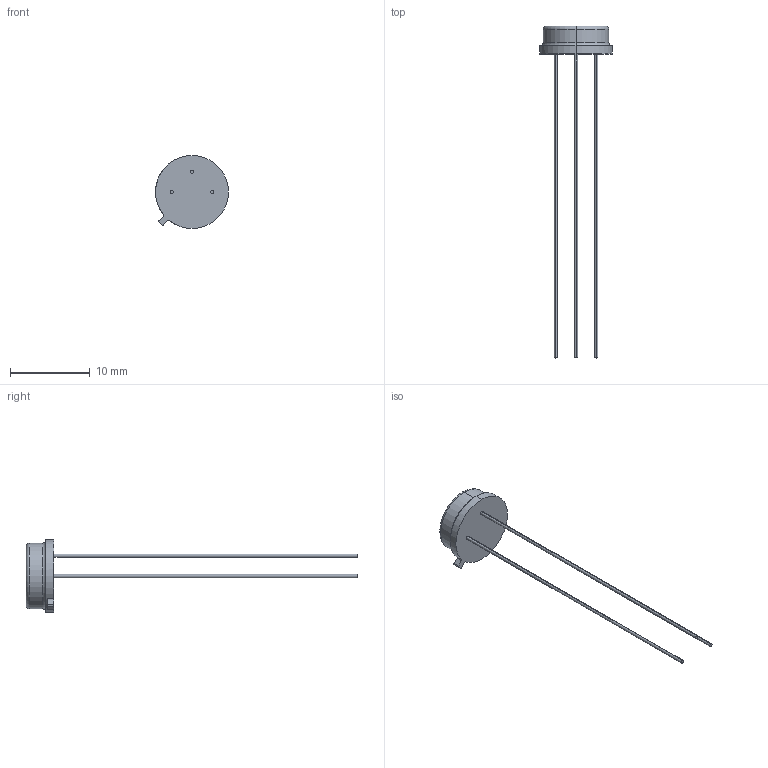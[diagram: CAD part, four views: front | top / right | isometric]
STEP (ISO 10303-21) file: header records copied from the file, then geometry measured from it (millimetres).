
FILE_DESCRIPTION (( 'STEP AP214' ), '1' );
FILE_NAME ('0637-E0W.STEP', '2013-04-11T16:09:03', ( 'Admin' ), ( '' ), 'SwSTEP 2.0', 'SolidWorks 2012', '' );
FILE_SCHEMA (( 'AUTOMOTIVE_DESIGN' ));
Length unit declared in the file: inch
Products named in the file (1): 0637-E0W
Bounding box: 9.14 x 41.61 x 9.14 mm (x, y, z)
Volume: 108.2 mm3; surface area: 491.6 mm2
Topology: 1 solids, 1 shells, 61 faces, 137 edges, 88 vertices
Faces by surface type: plane 28, cylinder 27, torus 6
Entity records: 2465 total; most frequent: DIRECTION 333, CARTESIAN_POINT 287, ORIENTED_EDGE 274, EDGE_CURVE 137, AXIS2_PLACEMENT_3D 134, VERTEX_POINT 88, CIRCLE 72, EDGE_LOOP 71
